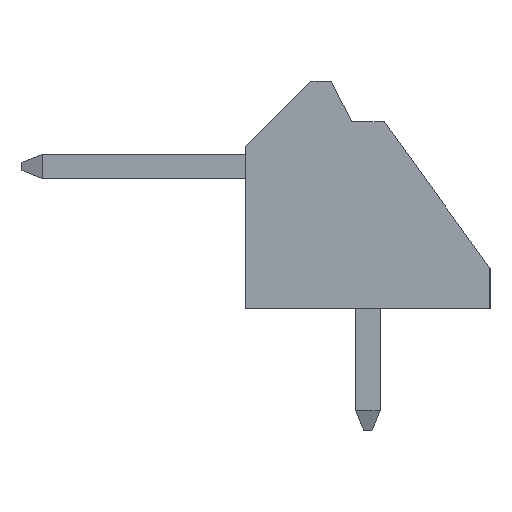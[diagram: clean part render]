
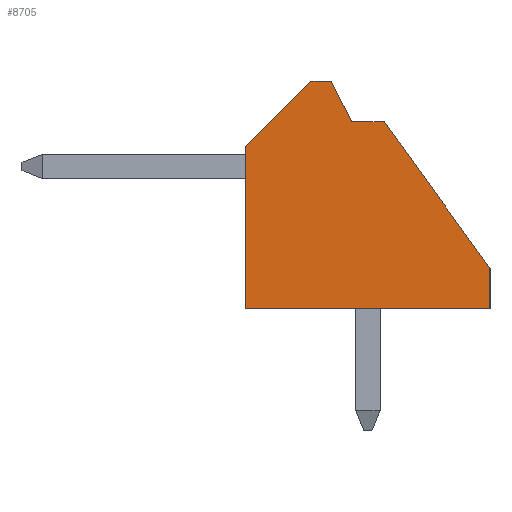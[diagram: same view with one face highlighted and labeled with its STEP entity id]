
A CAD part, left-side view. The second image highlights one B-rep face of the part: STEP entity #8705.
In plain terms, the highlighted planar face has unit normal (-1, 0, 0).
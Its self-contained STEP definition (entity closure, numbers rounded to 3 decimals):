
#8438 = VERTEX_POINT('',#8439);
#8439 = CARTESIAN_POINT('',(-1.25,0.4,4.6));
#8448 = PLANE('',#8449);
#8449 = AXIS2_PLACEMENT_3D('',#8450,#8451,#8452);
#8450 = CARTESIAN_POINT('',(-1.25,0.4,4.6));
#8451 = DIRECTION('',(0.,0.,-1.));
#8452 = DIRECTION('',(0.,-1.,0.));
#8460 = PLANE('',#8461);
#8461 = AXIS2_PLACEMENT_3D('',#8462,#8463,#8464);
#8462 = CARTESIAN_POINT('',(-1.25,0.4,4.6));
#8463 = DIRECTION('',(0.,-0.894,0.447));
#8464 = DIRECTION('',(0.,0.447,0.894));
#8501 = VERTEX_POINT('',#8502);
#8502 = CARTESIAN_POINT('',(-1.25,-0.4,4.6));
#8516 = PLANE('',#8517);
#8517 = AXIS2_PLACEMENT_3D('',#8518,#8519,#8520);
#8518 = CARTESIAN_POINT('',(-1.25,-0.4,4.6));
#8519 = DIRECTION('',(0.,0.811,-0.585));
#8520 = DIRECTION('',(0.,-0.585,-0.811));
#8528 = EDGE_CURVE('',#8438,#8501,#8529,.T.);
#8529 = SURFACE_CURVE('',#8530,(#8534,#8541),.PCURVE_S1.);
#8530 = LINE('',#8531,#8532);
#8531 = CARTESIAN_POINT('',(-1.25,0.4,4.6));
#8532 = VECTOR('',#8533,1.);
#8533 = DIRECTION('',(0.,-1.,0.));
#8534 = PCURVE('',#8448,#8535);
#8535 = DEFINITIONAL_REPRESENTATION('',(#8536),#8540);
#8536 = LINE('',#8537,#8538);
#8537 = CARTESIAN_POINT('',(0.,-0.));
#8538 = VECTOR('',#8539,1.);
#8539 = DIRECTION('',(1.,0.));
#8540 = ( GEOMETRIC_REPRESENTATION_CONTEXT(2) 
PARAMETRIC_REPRESENTATION_CONTEXT() REPRESENTATION_CONTEXT('2D SPACE',''
  ) );
#8541 = PCURVE('',#8542,#8547);
#8542 = PLANE('',#8543);
#8543 = AXIS2_PLACEMENT_3D('',#8544,#8545,#8546);
#8544 = CARTESIAN_POINT('',(-1.25,0.384,2.186));
#8545 = DIRECTION('',(1.,0.,0.));
#8546 = DIRECTION('',(0.,0.,1.));
#8547 = DEFINITIONAL_REPRESENTATION('',(#8548),#8552);
#8548 = LINE('',#8549,#8550);
#8549 = CARTESIAN_POINT('',(2.414,-0.016));
#8550 = VECTOR('',#8551,1.);
#8551 = DIRECTION('',(0.,1.));
#8552 = ( GEOMETRIC_REPRESENTATION_CONTEXT(2) 
PARAMETRIC_REPRESENTATION_CONTEXT() REPRESENTATION_CONTEXT('2D SPACE',''
  ) );
#8582 = VERTEX_POINT('',#8583);
#8583 = CARTESIAN_POINT('',(-1.25,0.9,5.6));
#8597 = PLANE('',#8598);
#8598 = AXIS2_PLACEMENT_3D('',#8599,#8600,#8601);
#8599 = CARTESIAN_POINT('',(-1.25,1.4,5.6));
#8600 = DIRECTION('',(0.,0.,-1.));
#8601 = DIRECTION('',(0.,-1.,0.));
#8609 = EDGE_CURVE('',#8438,#8582,#8610,.T.);
#8610 = SURFACE_CURVE('',#8611,(#8615,#8622),.PCURVE_S1.);
#8611 = LINE('',#8612,#8613);
#8612 = CARTESIAN_POINT('',(-1.25,0.4,4.6));
#8613 = VECTOR('',#8614,1.);
#8614 = DIRECTION('',(0.,0.447,0.894));
#8615 = PCURVE('',#8460,#8616);
#8616 = DEFINITIONAL_REPRESENTATION('',(#8617),#8621);
#8617 = LINE('',#8618,#8619);
#8618 = CARTESIAN_POINT('',(0.,0.));
#8619 = VECTOR('',#8620,1.);
#8620 = DIRECTION('',(1.,0.));
#8621 = ( GEOMETRIC_REPRESENTATION_CONTEXT(2) 
PARAMETRIC_REPRESENTATION_CONTEXT() REPRESENTATION_CONTEXT('2D SPACE',''
  ) );
#8622 = PCURVE('',#8542,#8623);
#8623 = DEFINITIONAL_REPRESENTATION('',(#8624),#8628);
#8624 = LINE('',#8625,#8626);
#8625 = CARTESIAN_POINT('',(2.414,-0.016));
#8626 = VECTOR('',#8627,1.);
#8627 = DIRECTION('',(0.894,-0.447));
#8628 = ( GEOMETRIC_REPRESENTATION_CONTEXT(2) 
PARAMETRIC_REPRESENTATION_CONTEXT() REPRESENTATION_CONTEXT('2D SPACE',''
  ) );
#8658 = VERTEX_POINT('',#8659);
#8659 = CARTESIAN_POINT('',(-1.25,-3.,1.));
#8673 = PLANE('',#8674);
#8674 = AXIS2_PLACEMENT_3D('',#8675,#8676,#8677);
#8675 = CARTESIAN_POINT('',(-1.25,-3.,1.));
#8676 = DIRECTION('',(0.,1.,0.));
#8677 = DIRECTION('',(0.,0.,-1.));
#8685 = EDGE_CURVE('',#8501,#8658,#8686,.T.);
#8686 = SURFACE_CURVE('',#8687,(#8691,#8698),.PCURVE_S1.);
#8687 = LINE('',#8688,#8689);
#8688 = CARTESIAN_POINT('',(-1.25,-0.4,4.6));
#8689 = VECTOR('',#8690,1.);
#8690 = DIRECTION('',(0.,-0.585,-0.811));
#8691 = PCURVE('',#8516,#8692);
#8692 = DEFINITIONAL_REPRESENTATION('',(#8693),#8697);
#8693 = LINE('',#8694,#8695);
#8694 = CARTESIAN_POINT('',(0.,0.));
#8695 = VECTOR('',#8696,1.);
#8696 = DIRECTION('',(1.,0.));
#8697 = ( GEOMETRIC_REPRESENTATION_CONTEXT(2) 
PARAMETRIC_REPRESENTATION_CONTEXT() REPRESENTATION_CONTEXT('2D SPACE',''
  ) );
#8698 = PCURVE('',#8542,#8699);
#8699 = DEFINITIONAL_REPRESENTATION('',(#8700),#8704);
#8700 = LINE('',#8701,#8702);
#8701 = CARTESIAN_POINT('',(2.414,0.784));
#8702 = VECTOR('',#8703,1.);
#8703 = DIRECTION('',(-0.811,0.585));
#8704 = ( GEOMETRIC_REPRESENTATION_CONTEXT(2) 
PARAMETRIC_REPRESENTATION_CONTEXT() REPRESENTATION_CONTEXT('2D SPACE',''
  ) );
#8705 = ADVANCED_FACE('',(#8706),#8542,.F.);
#8706 = FACE_BOUND('',#8707,.F.);
#8707 = EDGE_LOOP('',(#8708,#8709,#8710,#8733,#8761,#8789,#8817,#8838));
#8708 = ORIENTED_EDGE('',*,*,#8528,.T.);
#8709 = ORIENTED_EDGE('',*,*,#8685,.T.);
#8710 = ORIENTED_EDGE('',*,*,#8711,.T.);
#8711 = EDGE_CURVE('',#8658,#8712,#8714,.T.);
#8712 = VERTEX_POINT('',#8713);
#8713 = CARTESIAN_POINT('',(-1.25,-3.,0.));
#8714 = SURFACE_CURVE('',#8715,(#8719,#8726),.PCURVE_S1.);
#8715 = LINE('',#8716,#8717);
#8716 = CARTESIAN_POINT('',(-1.25,-3.,1.));
#8717 = VECTOR('',#8718,1.);
#8718 = DIRECTION('',(0.,0.,-1.));
#8719 = PCURVE('',#8542,#8720);
#8720 = DEFINITIONAL_REPRESENTATION('',(#8721),#8725);
#8721 = LINE('',#8722,#8723);
#8722 = CARTESIAN_POINT('',(-1.186,3.384));
#8723 = VECTOR('',#8724,1.);
#8724 = DIRECTION('',(-1.,0.));
#8725 = ( GEOMETRIC_REPRESENTATION_CONTEXT(2) 
PARAMETRIC_REPRESENTATION_CONTEXT() REPRESENTATION_CONTEXT('2D SPACE',''
  ) );
#8726 = PCURVE('',#8673,#8727);
#8727 = DEFINITIONAL_REPRESENTATION('',(#8728),#8732);
#8728 = LINE('',#8729,#8730);
#8729 = CARTESIAN_POINT('',(0.,0.));
#8730 = VECTOR('',#8731,1.);
#8731 = DIRECTION('',(1.,0.));
#8732 = ( GEOMETRIC_REPRESENTATION_CONTEXT(2) 
PARAMETRIC_REPRESENTATION_CONTEXT() REPRESENTATION_CONTEXT('2D SPACE',''
  ) );
#8733 = ORIENTED_EDGE('',*,*,#8734,.T.);
#8734 = EDGE_CURVE('',#8712,#8735,#8737,.T.);
#8735 = VERTEX_POINT('',#8736);
#8736 = CARTESIAN_POINT('',(-1.25,3.,0.));
#8737 = SURFACE_CURVE('',#8738,(#8742,#8749),.PCURVE_S1.);
#8738 = LINE('',#8739,#8740);
#8739 = CARTESIAN_POINT('',(-1.25,-3.,0.));
#8740 = VECTOR('',#8741,1.);
#8741 = DIRECTION('',(0.,1.,0.));
#8742 = PCURVE('',#8542,#8743);
#8743 = DEFINITIONAL_REPRESENTATION('',(#8744),#8748);
#8744 = LINE('',#8745,#8746);
#8745 = CARTESIAN_POINT('',(-2.186,3.384));
#8746 = VECTOR('',#8747,1.);
#8747 = DIRECTION('',(0.,-1.));
#8748 = ( GEOMETRIC_REPRESENTATION_CONTEXT(2) 
PARAMETRIC_REPRESENTATION_CONTEXT() REPRESENTATION_CONTEXT('2D SPACE',''
  ) );
#8749 = PCURVE('',#8750,#8755);
#8750 = PLANE('',#8751);
#8751 = AXIS2_PLACEMENT_3D('',#8752,#8753,#8754);
#8752 = CARTESIAN_POINT('',(-1.25,-3.,0.));
#8753 = DIRECTION('',(0.,0.,1.));
#8754 = DIRECTION('',(0.,1.,0.));
#8755 = DEFINITIONAL_REPRESENTATION('',(#8756),#8760);
#8756 = LINE('',#8757,#8758);
#8757 = CARTESIAN_POINT('',(0.,0.));
#8758 = VECTOR('',#8759,1.);
#8759 = DIRECTION('',(1.,0.));
#8760 = ( GEOMETRIC_REPRESENTATION_CONTEXT(2) 
PARAMETRIC_REPRESENTATION_CONTEXT() REPRESENTATION_CONTEXT('2D SPACE',''
  ) );
#8761 = ORIENTED_EDGE('',*,*,#8762,.T.);
#8762 = EDGE_CURVE('',#8735,#8763,#8765,.T.);
#8763 = VERTEX_POINT('',#8764);
#8764 = CARTESIAN_POINT('',(-1.25,3.,4.));
#8765 = SURFACE_CURVE('',#8766,(#8770,#8777),.PCURVE_S1.);
#8766 = LINE('',#8767,#8768);
#8767 = CARTESIAN_POINT('',(-1.25,3.,0.));
#8768 = VECTOR('',#8769,1.);
#8769 = DIRECTION('',(0.,0.,1.));
#8770 = PCURVE('',#8542,#8771);
#8771 = DEFINITIONAL_REPRESENTATION('',(#8772),#8776);
#8772 = LINE('',#8773,#8774);
#8773 = CARTESIAN_POINT('',(-2.186,-2.616));
#8774 = VECTOR('',#8775,1.);
#8775 = DIRECTION('',(1.,0.));
#8776 = ( GEOMETRIC_REPRESENTATION_CONTEXT(2) 
PARAMETRIC_REPRESENTATION_CONTEXT() REPRESENTATION_CONTEXT('2D SPACE',''
  ) );
#8777 = PCURVE('',#8778,#8783);
#8778 = PLANE('',#8779);
#8779 = AXIS2_PLACEMENT_3D('',#8780,#8781,#8782);
#8780 = CARTESIAN_POINT('',(-1.25,3.,0.));
#8781 = DIRECTION('',(0.,-1.,0.));
#8782 = DIRECTION('',(0.,0.,1.));
#8783 = DEFINITIONAL_REPRESENTATION('',(#8784),#8788);
#8784 = LINE('',#8785,#8786);
#8785 = CARTESIAN_POINT('',(0.,0.));
#8786 = VECTOR('',#8787,1.);
#8787 = DIRECTION('',(1.,0.));
#8788 = ( GEOMETRIC_REPRESENTATION_CONTEXT(2) 
PARAMETRIC_REPRESENTATION_CONTEXT() REPRESENTATION_CONTEXT('2D SPACE',''
  ) );
#8789 = ORIENTED_EDGE('',*,*,#8790,.F.);
#8790 = EDGE_CURVE('',#8791,#8763,#8793,.T.);
#8791 = VERTEX_POINT('',#8792);
#8792 = CARTESIAN_POINT('',(-1.25,1.4,5.6));
#8793 = SURFACE_CURVE('',#8794,(#8798,#8805),.PCURVE_S1.);
#8794 = LINE('',#8795,#8796);
#8795 = CARTESIAN_POINT('',(-1.25,1.4,5.6));
#8796 = VECTOR('',#8797,1.);
#8797 = DIRECTION('',(0.,0.707,-0.707));
#8798 = PCURVE('',#8542,#8799);
#8799 = DEFINITIONAL_REPRESENTATION('',(#8800),#8804);
#8800 = LINE('',#8801,#8802);
#8801 = CARTESIAN_POINT('',(3.414,-1.016));
#8802 = VECTOR('',#8803,1.);
#8803 = DIRECTION('',(-0.707,-0.707));
#8804 = ( GEOMETRIC_REPRESENTATION_CONTEXT(2) 
PARAMETRIC_REPRESENTATION_CONTEXT() REPRESENTATION_CONTEXT('2D SPACE',''
  ) );
#8805 = PCURVE('',#8806,#8811);
#8806 = PLANE('',#8807);
#8807 = AXIS2_PLACEMENT_3D('',#8808,#8809,#8810);
#8808 = CARTESIAN_POINT('',(-1.25,1.4,5.6));
#8809 = DIRECTION('',(0.,0.707,0.707));
#8810 = DIRECTION('',(0.,0.707,-0.707));
#8811 = DEFINITIONAL_REPRESENTATION('',(#8812),#8816);
#8812 = LINE('',#8813,#8814);
#8813 = CARTESIAN_POINT('',(0.,0.));
#8814 = VECTOR('',#8815,1.);
#8815 = DIRECTION('',(1.,0.));
#8816 = ( GEOMETRIC_REPRESENTATION_CONTEXT(2) 
PARAMETRIC_REPRESENTATION_CONTEXT() REPRESENTATION_CONTEXT('2D SPACE',''
  ) );
#8817 = ORIENTED_EDGE('',*,*,#8818,.T.);
#8818 = EDGE_CURVE('',#8791,#8582,#8819,.T.);
#8819 = SURFACE_CURVE('',#8820,(#8824,#8831),.PCURVE_S1.);
#8820 = LINE('',#8821,#8822);
#8821 = CARTESIAN_POINT('',(-1.25,1.4,5.6));
#8822 = VECTOR('',#8823,1.);
#8823 = DIRECTION('',(0.,-1.,0.));
#8824 = PCURVE('',#8542,#8825);
#8825 = DEFINITIONAL_REPRESENTATION('',(#8826),#8830);
#8826 = LINE('',#8827,#8828);
#8827 = CARTESIAN_POINT('',(3.414,-1.016));
#8828 = VECTOR('',#8829,1.);
#8829 = DIRECTION('',(0.,1.));
#8830 = ( GEOMETRIC_REPRESENTATION_CONTEXT(2) 
PARAMETRIC_REPRESENTATION_CONTEXT() REPRESENTATION_CONTEXT('2D SPACE',''
  ) );
#8831 = PCURVE('',#8597,#8832);
#8832 = DEFINITIONAL_REPRESENTATION('',(#8833),#8837);
#8833 = LINE('',#8834,#8835);
#8834 = CARTESIAN_POINT('',(0.,-0.));
#8835 = VECTOR('',#8836,1.);
#8836 = DIRECTION('',(1.,0.));
#8837 = ( GEOMETRIC_REPRESENTATION_CONTEXT(2) 
PARAMETRIC_REPRESENTATION_CONTEXT() REPRESENTATION_CONTEXT('2D SPACE',''
  ) );
#8838 = ORIENTED_EDGE('',*,*,#8609,.F.);
